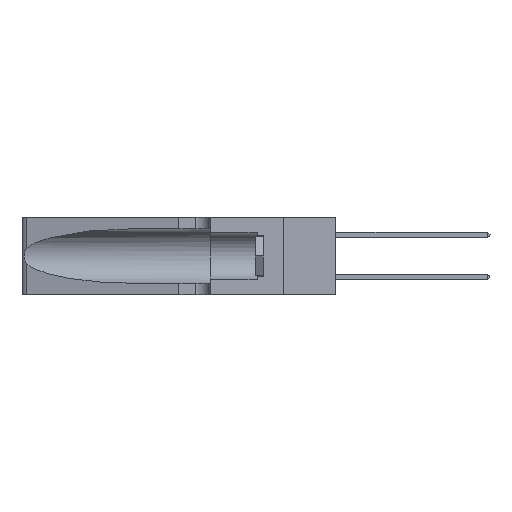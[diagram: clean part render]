
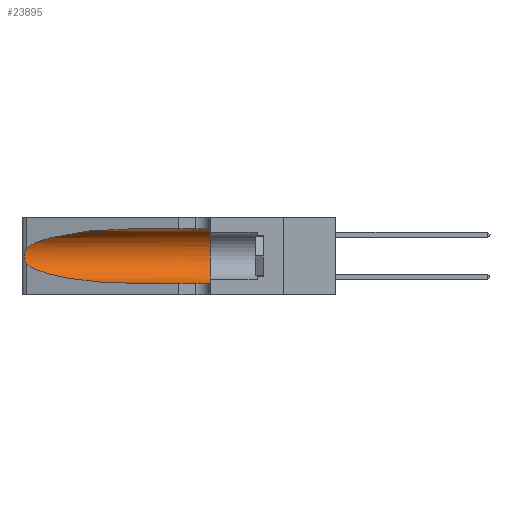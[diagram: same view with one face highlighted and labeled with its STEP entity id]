
A CAD part, left-side view. The second image highlights one B-rep face of the part: STEP entity #23895.
In plain terms, the highlighted cylindrical face has radius 3.308 mm (diameter 6.617 mm), a partial arc.
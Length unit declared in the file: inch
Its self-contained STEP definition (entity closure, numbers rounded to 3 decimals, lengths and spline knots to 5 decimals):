
#802 = AXIS2_PLACEMENT_3D ( 'NONE', #21770, #12128, #42475 ) ;
#808 = CARTESIAN_POINT ( 'NONE',  ( 0.18966, 0.96281, 0.05475 ) ) ;
#1155 = LINE ( 'NONE', #36232, #28882 ) ;
#1560 = CARTESIAN_POINT ( 'NONE',  ( 0.25856, 1.23593, 0.16098 ) ) ;
#2277 = DIRECTION ( 'NONE',  ( 0., 1., 0. ) ) ;
#4658 = CARTESIAN_POINT ( 'NONE',  ( 0.25487, 1.22718, 0.22369 ) ) ;
#4839 = CARTESIAN_POINT ( 'NONE',  ( 0.26075, 1.23896, 0.178 ) ) ;
#5150 = CARTESIAN_POINT ( 'NONE',  ( 0.25639, 1.23184, 0.21858 ) ) ;
#6786 = CARTESIAN_POINT ( 'NONE',  ( 0.1305, 0.35, 0.31525 ) ) ;
#7410 = EDGE_CURVE ( 'NONE', #18121, #20311, #23687, .T. ) ;
#7675 = CARTESIAN_POINT ( 'NONE',  ( 0.1305, 0.72297, 0.05475 ) ) ;
#8364 = AXIS2_PLACEMENT_3D ( 'NONE', #33224, #2277, #23103 ) ;
#10624 = ORIENTED_EDGE ( 'NONE', *, *, #21160, .F. ) ;
#11596 = CARTESIAN_POINT ( 'NONE',  ( 0.2373, 1.15595, 0.28018 ) ) ;
#11666 = CIRCLE ( 'NONE', #8364, 0.13025 ) ;
#12128 = DIRECTION ( 'NONE',  ( 0., -1., 0. ) ) ;
#12295 = DIRECTION ( 'NONE',  ( 0., -1., 0. ) ) ;
#13269 = ORIENTED_EDGE ( 'NONE', *, *, #7410, .T. ) ;
#14222 = CARTESIAN_POINT ( 'NONE',  ( 0.25487, 1.22718, 0.14631 ) ) ;
#14696 = CARTESIAN_POINT ( 'NONE',  ( 0.18966, 0.96281, 0.31525 ) ) ;
#14904 = CARTESIAN_POINT ( 'NONE',  ( 0.1305, 0.72297, 0.05475 ) ) ;
#15124 = CARTESIAN_POINT ( 'NONE',  ( 0.25555, 1.22994, 0.2215 ) ) ;
#17753 = CYLINDRICAL_SURFACE ( 'NONE', #802, 0.13025 ) ;
#18121 = VERTEX_POINT ( 'NONE', #4658 ) ;
#18511 = CARTESIAN_POINT ( 'NONE',  ( 0.1305, 0.35, 0.05475 ) ) ;
#18616 = ORIENTED_EDGE ( 'NONE', *, *, #20472, .T. ) ;
#18962 = ORIENTED_EDGE ( 'NONE', *, *, #24802, .T. ) ;
#19002 = CARTESIAN_POINT ( 'NONE',  ( 0.25487, 1.22718, 0.22369 ) ) ;
#19107 = VECTOR ( 'NONE', #30742, 39.37008 ) ;
#20311 = VERTEX_POINT ( 'NONE', #20777 ) ;
#20472 = EDGE_CURVE ( 'NONE', #35603, #18121, #33560, .T. ) ;
#20777 = CARTESIAN_POINT ( 'NONE',  ( 0.25487, 1.22718, 0.14631 ) ) ;
#21160 = EDGE_CURVE ( 'NONE', #35603, #43980, #29233, .T. ) ;
#21382 = CARTESIAN_POINT ( 'NONE',  ( 0.1305, 0.72297, 0.31525 ) ) ;
#21770 = CARTESIAN_POINT ( 'NONE',  ( 0.1305, 1.61858, 0.185 ) ) ;
#23064 = VERTEX_POINT ( 'NONE', #18511 ) ;
#23103 = DIRECTION ( 'NONE',  ( 0., 0., 1. ) ) ;
#23687 = B_SPLINE_CURVE_WITH_KNOTS ( 'NONE', 3,
 ( #19002, #15124, #5150, #36088, #42203, #38890, #38747, #4839, #35799, #1560, #35638, #25703, #32091, #42362 ),
 .UNSPECIFIED., .F., .F.,
 ( 4, 2, 2, 2, 2, 2, 4 ),
 ( 0., 0.00027, 0.00053, 0.00107, 0.0016, 0.00187, 0.00214 ),
 .UNSPECIFIED. ) ;
#23895 = ADVANCED_FACE ( 'NONE', ( #29547 ), #17753, .F. ) ;
#24802 = EDGE_CURVE ( 'NONE', #34662, #23064, #1155, .T. ) ;
#25703 = CARTESIAN_POINT ( 'NONE',  ( 0.25639, 1.23186, 0.15144 ) ) ;
#27042 = EDGE_CURVE ( 'NONE', #43980, #23064, #11666, .T. ) ;
#27639 = EDGE_LOOP ( 'NONE', ( #18616, #13269, #36441, #18962, #40971, #10624 ) ) ;
#28710 = CARTESIAN_POINT ( 'NONE',  ( 0.25487, 1.22718, 0.22369 ) ) ;
#28882 = VECTOR ( 'NONE', #12295, 39.37008 ) ;
#29233 = LINE ( 'NONE', #39974, #19107 ) ;
#29470 = CARTESIAN_POINT ( 'NONE',  ( 0.1305, 0.72297, 0.31525 ) ) ;
#29547 = FACE_OUTER_BOUND ( 'NONE', #27639, .T. ) ;
#29847 = EDGE_CURVE ( 'NONE', #20311, #34662, #38135, .T. ) ;
#30742 = DIRECTION ( 'NONE',  ( 0., -1., 0. ) ) ;
#32091 = CARTESIAN_POINT ( 'NONE',  ( 0.25555, 1.22993, 0.14849 ) ) ;
#33224 = CARTESIAN_POINT ( 'NONE',  ( 0.1305, 0.35, 0.185 ) ) ;
#33560 =( BOUNDED_CURVE ( )  B_SPLINE_CURVE ( 3, ( #21382, #14696, #11596, #28710 ),
 .UNSPECIFIED., .F., .F. ) 
 B_SPLINE_CURVE_WITH_KNOTS ( ( 4, 4 ),
 ( 1.5708, 2.84003 ),
 .UNSPECIFIED. ) 
 CURVE ( )  GEOMETRIC_REPRESENTATION_ITEM ( )  RATIONAL_B_SPLINE_CURVE ( ( 1., 0.87, 0.87, 1. ) ) 
 REPRESENTATION_ITEM ( '' )  );
#34662 = VERTEX_POINT ( 'NONE', #14904 ) ;
#35603 = VERTEX_POINT ( 'NONE', #29470 ) ;
#35638 = CARTESIAN_POINT ( 'NONE',  ( 0.25789, 1.23486, 0.15765 ) ) ;
#35799 = CARTESIAN_POINT ( 'NONE',  ( 0.26017, 1.23833, 0.17102 ) ) ;
#36088 = CARTESIAN_POINT ( 'NONE',  ( 0.25787, 1.23484, 0.2124 ) ) ;
#36232 = CARTESIAN_POINT ( 'NONE',  ( 0.1305, 1.61858, 0.05475 ) ) ;
#36441 = ORIENTED_EDGE ( 'NONE', *, *, #29847, .T. ) ;
#38014 = CARTESIAN_POINT ( 'NONE',  ( 0.2373, 1.15595, 0.08982 ) ) ;
#38135 =( BOUNDED_CURVE ( )  B_SPLINE_CURVE ( 3, ( #14222, #38014, #808, #7675 ),
 .UNSPECIFIED., .F., .F. ) 
 B_SPLINE_CURVE_WITH_KNOTS ( ( 4, 4 ),
 ( 3.44316, 4.71239 ),
 .UNSPECIFIED. ) 
 CURVE ( )  GEOMETRIC_REPRESENTATION_ITEM ( )  RATIONAL_B_SPLINE_CURVE ( ( 1., 0.87, 0.87, 1. ) ) 
 REPRESENTATION_ITEM ( '' )  );
#38747 = CARTESIAN_POINT ( 'NONE',  ( 0.26075, 1.23896, 0.19203 ) ) ;
#38890 = CARTESIAN_POINT ( 'NONE',  ( 0.26018, 1.23835, 0.19895 ) ) ;
#39974 = CARTESIAN_POINT ( 'NONE',  ( 0.1305, 1.61858, 0.31525 ) ) ;
#40971 = ORIENTED_EDGE ( 'NONE', *, *, #27042, .F. ) ;
#42203 = CARTESIAN_POINT ( 'NONE',  ( 0.25854, 1.2359, 0.20912 ) ) ;
#42362 = CARTESIAN_POINT ( 'NONE',  ( 0.25487, 1.22718, 0.14631 ) ) ;
#42475 = DIRECTION ( 'NONE',  ( 0., 0., -1. ) ) ;
#43980 = VERTEX_POINT ( 'NONE', #6786 ) ;
